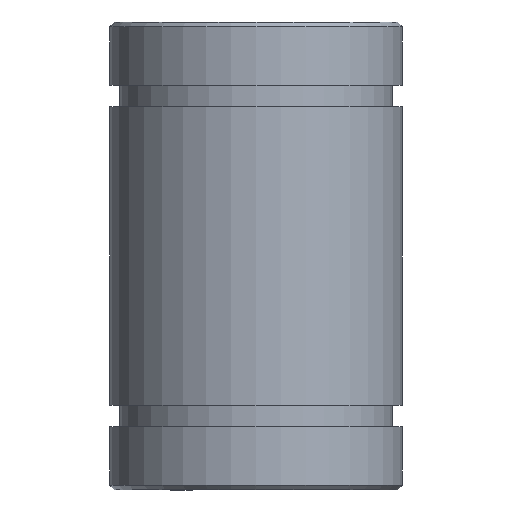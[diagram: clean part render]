
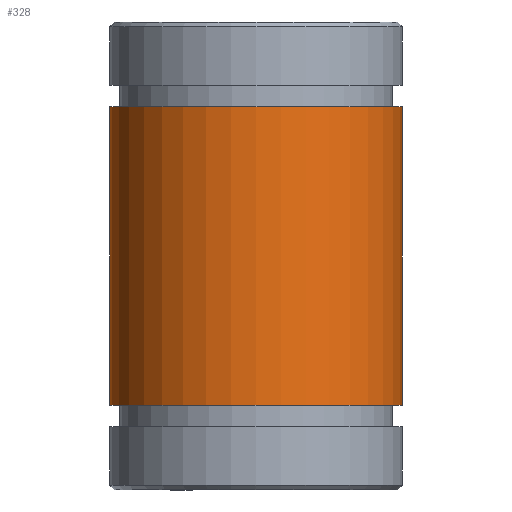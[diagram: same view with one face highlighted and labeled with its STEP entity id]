
A CAD part, front view. The second image highlights one B-rep face of the part: STEP entity #328.
In plain terms, the highlighted cylindrical face has radius 7.5 mm (diameter 15 mm), a full revolution.
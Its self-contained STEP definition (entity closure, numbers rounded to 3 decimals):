
#47=FACE_OUTER_BOUND('',#73,.T.);
#73=EDGE_LOOP('',(#234,#235,#236,#237));
#111=LINE('',#557,#125);
#125=VECTOR('',#433,7.5);
#139=CIRCLE('',#372,7.5);
#140=CIRCLE('',#373,7.5);
#166=VERTEX_POINT('',#554);
#167=VERTEX_POINT('',#556);
#193=EDGE_CURVE('',#166,#166,#139,.T.);
#194=EDGE_CURVE('',#166,#167,#111,.T.);
#195=EDGE_CURVE('',#167,#167,#140,.T.);
#234=ORIENTED_EDGE('',*,*,#193,.T.);
#235=ORIENTED_EDGE('',*,*,#194,.T.);
#236=ORIENTED_EDGE('',*,*,#195,.T.);
#237=ORIENTED_EDGE('',*,*,#194,.F.);
#316=CYLINDRICAL_SURFACE('',#371,7.5);
#328=ADVANCED_FACE('',(#47),#316,.T.);
#371=AXIS2_PLACEMENT_3D('',#553,#429,#430);
#372=AXIS2_PLACEMENT_3D('',#555,#431,#432);
#373=AXIS2_PLACEMENT_3D('',#558,#434,#435);
#429=DIRECTION('center_axis',(0.,0.,1.));
#430=DIRECTION('ref_axis',(1.,0.,0.));
#431=DIRECTION('center_axis',(0.,0.,-1.));
#432=DIRECTION('ref_axis',(1.,0.,0.));
#433=DIRECTION('',(0.,0.,-1.));
#434=DIRECTION('center_axis',(0.,0.,1.));
#435=DIRECTION('ref_axis',(1.,0.,0.));
#553=CARTESIAN_POINT('Origin',(0.,0.,0.));
#554=CARTESIAN_POINT('',(-7.5,0.,7.65));
#555=CARTESIAN_POINT('Origin',(0.,0.,7.65));
#556=CARTESIAN_POINT('',(-7.5,0.,-7.65));
#557=CARTESIAN_POINT('',(-7.5,0.,0.));
#558=CARTESIAN_POINT('Origin',(0.,0.,-7.65));
